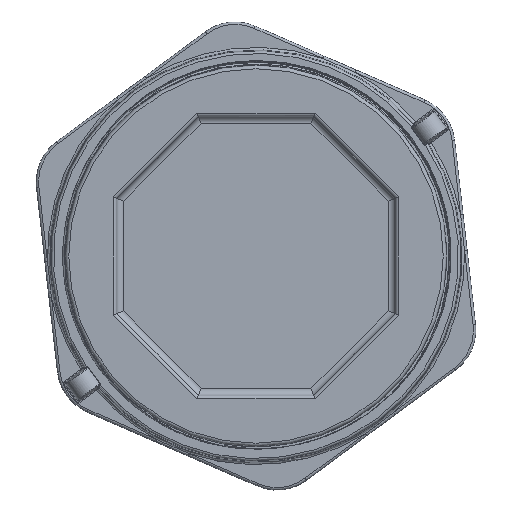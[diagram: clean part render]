
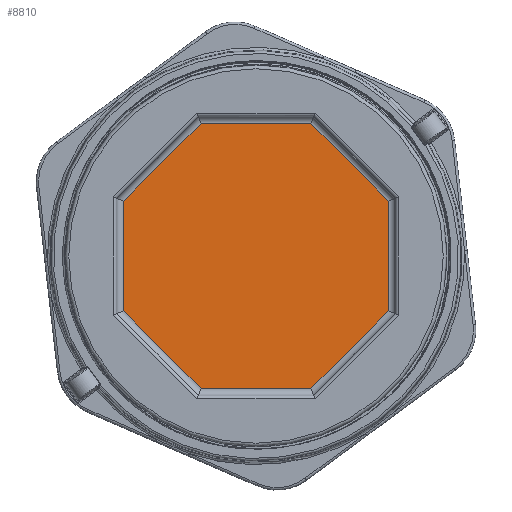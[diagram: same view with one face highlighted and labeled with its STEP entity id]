
A CAD part, front view. The second image highlights one B-rep face of the part: STEP entity #8810.
In plain terms, the highlighted planar face has unit normal (0, -1, 0).
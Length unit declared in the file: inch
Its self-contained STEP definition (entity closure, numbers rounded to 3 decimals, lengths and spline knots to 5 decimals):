
#89 = CARTESIAN_POINT ( 'NONE',  ( 0.65239, 0.39, -1.575 ) ) ;
#408 = EDGE_CURVE ( 'NONE', #14652, #4590, #3034, .T. ) ;
#603 = AXIS2_PLACEMENT_3D ( 'NONE', #11209, #6322, #1781 ) ;
#679 = EDGE_CURVE ( 'NONE', #8913, #14652, #6762, .T. ) ;
#831 = LINE ( 'NONE', #3375, #12615 ) ;
#1015 = CARTESIAN_POINT ( 'NONE',  ( 1.575, 0.39, 0.65239 ) ) ;
#1035 = DIRECTION ( 'NONE',  ( 1., 0., 0. ) ) ;
#1420 = CARTESIAN_POINT ( 'NONE',  ( 1.575, 0.39, 0.65239 ) ) ;
#1555 = CARTESIAN_POINT ( 'NONE',  ( -0.65239, 0.39, -1.575 ) ) ;
#1610 = CARTESIAN_POINT ( 'NONE',  ( 0.65239, 0.39, 1.575 ) ) ;
#1682 = CARTESIAN_POINT ( 'NONE',  ( -1.575, 0.39, 0.65239 ) ) ;
#1781 = DIRECTION ( 'NONE',  ( 0., 0., 1. ) ) ;
#1889 = FACE_OUTER_BOUND ( 'NONE', #11236, .T. ) ;
#2375 = ORIENTED_EDGE ( 'NONE', *, *, #11718, .F. ) ;
#2588 = EDGE_CURVE ( 'NONE', #13961, #8913, #831, .T. ) ;
#2856 = LINE ( 'NONE', #5710, #4160 ) ;
#2922 = CARTESIAN_POINT ( 'NONE',  ( -1.575, 0.39, -0.65239 ) ) ;
#3034 = LINE ( 'NONE', #1610, #15333 ) ;
#3375 = CARTESIAN_POINT ( 'NONE',  ( -1.575, 0.39, 0.65239 ) ) ;
#3521 = VERTEX_POINT ( 'NONE', #1555 ) ;
#4148 = VERTEX_POINT ( 'NONE', #10962 ) ;
#4160 = VECTOR ( 'NONE', #6917, 39.37008 ) ;
#4343 = DIRECTION ( 'NONE',  ( 0.707, 0., 0.707 ) ) ;
#4590 = VERTEX_POINT ( 'NONE', #1015 ) ;
#4607 = DIRECTION ( 'NONE',  ( -0.707, 0., 0.707 ) ) ;
#4938 = DIRECTION ( 'NONE',  ( 0., 0., -1. ) ) ;
#5025 = LINE ( 'NONE', #12449, #11953 ) ;
#5265 = DIRECTION ( 'NONE',  ( 0., 0., 1. ) ) ;
#5307 = DIRECTION ( 'NONE',  ( 0.707, 0., -0.707 ) ) ;
#5329 = VECTOR ( 'NONE', #4607, 39.37008 ) ;
#5710 = CARTESIAN_POINT ( 'NONE',  ( 0.65239, 0.39, -1.575 ) ) ;
#5831 = ORIENTED_EDGE ( 'NONE', *, *, #2588, .F. ) ;
#5878 = ORIENTED_EDGE ( 'NONE', *, *, #9294, .F. ) ;
#6211 = ORIENTED_EDGE ( 'NONE', *, *, #9217, .F. ) ;
#6322 = DIRECTION ( 'NONE',  ( 0., -1., 0. ) ) ;
#6433 = VERTEX_POINT ( 'NONE', #89 ) ;
#6762 = LINE ( 'NONE', #9178, #11994 ) ;
#6917 = DIRECTION ( 'NONE',  ( -1., 0., 0. ) ) ;
#7091 = LINE ( 'NONE', #10253, #9895 ) ;
#7301 = EDGE_CURVE ( 'NONE', #6433, #3521, #2856, .T. ) ;
#7867 = CARTESIAN_POINT ( 'NONE',  ( -0.65239, 0.39, 1.575 ) ) ;
#8092 = ORIENTED_EDGE ( 'NONE', *, *, #11942, .F. ) ;
#8131 = VECTOR ( 'NONE', #4938, 39.37008 ) ;
#8316 = LINE ( 'NONE', #1420, #8131 ) ;
#8810 = ADVANCED_FACE ( 'NONE', ( #1889 ), #13507, .T. ) ;
#8856 = VERTEX_POINT ( 'NONE', #2922 ) ;
#8891 = ORIENTED_EDGE ( 'NONE', *, *, #408, .F. ) ;
#8913 = VERTEX_POINT ( 'NONE', #7867 ) ;
#9178 = CARTESIAN_POINT ( 'NONE',  ( -0.65239, 0.39, 1.575 ) ) ;
#9217 = EDGE_CURVE ( 'NONE', #3521, #8856, #15224, .T. ) ;
#9294 = EDGE_CURVE ( 'NONE', #4590, #4148, #8316, .T. ) ;
#9621 = ORIENTED_EDGE ( 'NONE', *, *, #7301, .F. ) ;
#9895 = VECTOR ( 'NONE', #12717, 39.37008 ) ;
#10253 = CARTESIAN_POINT ( 'NONE',  ( 1.575, 0.39, -0.65239 ) ) ;
#10272 = CARTESIAN_POINT ( 'NONE',  ( 0.65239, 0.39, 1.575 ) ) ;
#10962 = CARTESIAN_POINT ( 'NONE',  ( 1.575, 0.39, -0.65239 ) ) ;
#11209 = CARTESIAN_POINT ( 'NONE',  ( 0., 0.39, 0. ) ) ;
#11236 = EDGE_LOOP ( 'NONE', ( #8092, #5878, #8891, #13369, #5831, #2375, #6211, #9621 ) ) ;
#11718 = EDGE_CURVE ( 'NONE', #8856, #13961, #5025, .T. ) ;
#11942 = EDGE_CURVE ( 'NONE', #4148, #6433, #7091, .T. ) ;
#11953 = VECTOR ( 'NONE', #5265, 39.37008 ) ;
#11961 = CARTESIAN_POINT ( 'NONE',  ( -0.65239, 0.39, -1.575 ) ) ;
#11994 = VECTOR ( 'NONE', #1035, 39.37008 ) ;
#12449 = CARTESIAN_POINT ( 'NONE',  ( -1.575, 0.39, -0.65239 ) ) ;
#12615 = VECTOR ( 'NONE', #4343, 39.37008 ) ;
#12717 = DIRECTION ( 'NONE',  ( -0.707, 0., -0.707 ) ) ;
#13369 = ORIENTED_EDGE ( 'NONE', *, *, #679, .F. ) ;
#13507 = PLANE ( 'NONE',  #603 ) ;
#13961 = VERTEX_POINT ( 'NONE', #1682 ) ;
#14652 = VERTEX_POINT ( 'NONE', #10272 ) ;
#15224 = LINE ( 'NONE', #11961, #5329 ) ;
#15333 = VECTOR ( 'NONE', #5307, 39.37008 ) ;
